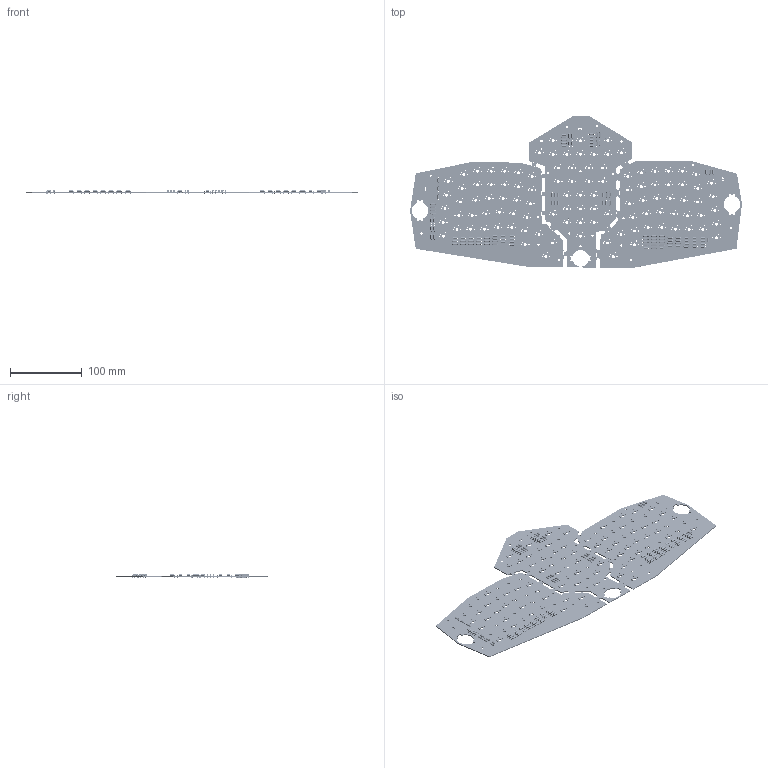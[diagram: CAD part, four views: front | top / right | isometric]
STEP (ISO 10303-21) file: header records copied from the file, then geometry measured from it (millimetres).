
FILE_DESCRIPTION(('KiCad electronic assembly'),'2;1');
FILE_NAME('kayboard.step','2025-12-10T15:36:34',('Pcbnew'),('Kicad'), 'Open CASCADE STEP processor 7.8','KiCad to STEP converter','Unknown' );
FILE_SCHEMA(('AUTOMOTIVE_DESIGN { 1 0 10303 214 1 1 1 1 }'));
Length unit declared in the file: millimetre
Products named in the file (4): kayboard 1; D_DO-41_SOD81_P7.62mm_Horizontal; R_0805_2012Metric; kayboard_PCB
Assembly tree (115 placements, depth 2):
  kayboard 1
    D_DO-41_SOD81_P7.62mm_Horizontal  x108
    R_0805_2012Metric  x6
    kayboard_PCB
Bounding box: 463 x 211.68 x 5.71 mm (x, y, z)
Volume: 99522.7 mm3; surface area: 146210.4 mm2
Topology: 115 solids, 115 shells, 3200 faces, 7158 edges, 4620 vertices
Faces by surface type: cylinder 1951, plane 1033, torus 216
Full cylindrical faces by diameter (mm): 0.5 x242, 0.8 x432, 1.1 x216, 1.5 x216, 1.7 x216, 2.5 x6, 2.7 x216, 2.72 x108, 2.98 x1, 3 x2, 3.034 x1, 3.06 x1, 3.081 x1, 3.12 x1, 3.121 x1, 3.14 x1, 3.16 x1, 3.183 x1, 3.189 x1, 3.196 x1, 3.216 x1, 3.22 x1, 3.24 x1, 3.28 x1, 3.286 x1, 3.315 x1, 3.487 x1, 4 x108
Entity records: 55863 total; most frequent: DIRECTION 9845, CARTESIAN_POINT 8840, ORIENTED_EDGE 8714, EDGE_CURVE 4357, AXIS2_PLACEMENT_3D 3907, FACE_BOUND 3585, EDGE_LOOP 3585, VERTEX_POINT 2902
